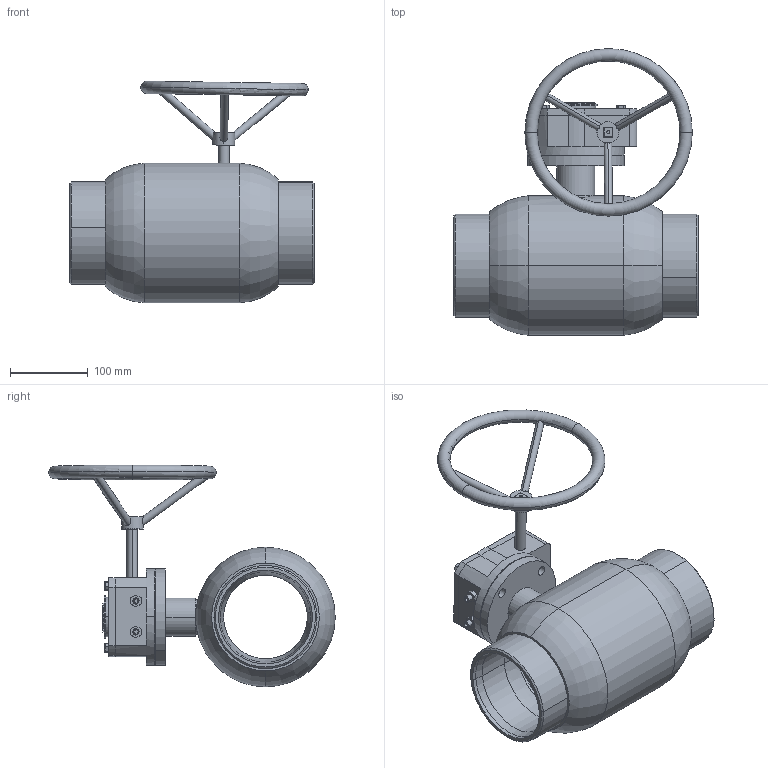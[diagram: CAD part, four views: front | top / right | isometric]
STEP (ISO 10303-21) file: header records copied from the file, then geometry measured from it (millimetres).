
FILE_DESCRIPTION (( 'STEP AP214' ), '1' );
FILE_NAME ('DN125涡轮球阀PN25.STEP', '2023-10-07T07:50:40', ( '' ), ( '' ), 'SwSTEP 2.0', 'SolidWorks 2019', '' );
FILE_SCHEMA (( 'AUTOMOTIVE_DESIGN' ));
Length unit declared in the file: millimetre
Products named in the file (9): DN125恦謫⑩概PN25; DN150恘謫; Q61F-125-5粣杶; 125-150恦謫; Q61F-125-3概裝; Q61F-125-4傻諉; Q61F-125-1概极樓馱; DN150忒謫; 125-150攫
Assembly tree (9 placements, depth 3):
  DN125恦謫⑩概PN25
    Q61F-125-1概极樓馱
    Q61F-125-5粣杶
    Q61F-125-3概裝
    Q61F-125-4傻諉  x2
    125-150攫
    125-150恦謫
      DN150恘謫
      DN150忒謫
Bounding box: 315 x 369.5 x 285.87 mm (x, y, z)
Volume: 2359957.8 mm3; surface area: 632825.7 mm2
Topology: 19 solids, 19 shells, 593 faces, 1480 edges, 955 vertices
Faces by surface type: plane 353, cylinder 125, bspline 65, torus 36, cone 14
Entity records: 22197 total; most frequent: CARTESIAN_POINT 7302, ORIENTED_EDGE 2852, DIRECTION 2578, EDGE_CURVE 1426, LINE 954, VECTOR 954, VERTEX_POINT 925, AXIS2_PLACEMENT_3D 812
